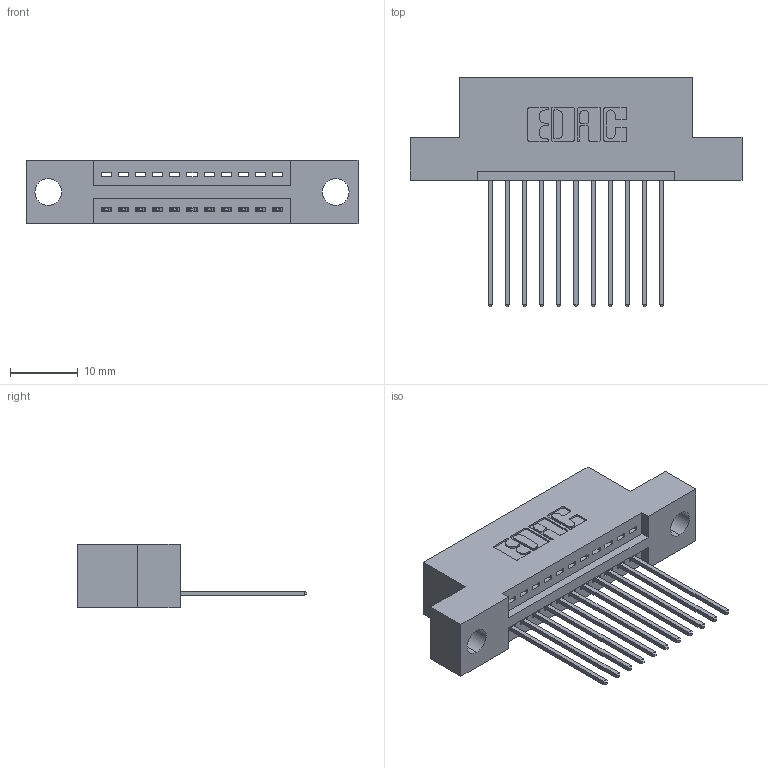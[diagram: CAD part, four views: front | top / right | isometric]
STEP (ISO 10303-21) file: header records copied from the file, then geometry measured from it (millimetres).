
FILE_DESCRIPTION (( 'STEP AP203' ), '1' );
FILE_NAME ('395-011-541-104.STEP', '2019-10-15T23:24:09', ( '' ), ( '' ), 'SwSTEP 2.0', 'SolidWorks 2016', '' );
FILE_SCHEMA (( 'CONFIG_CONTROL_DESIGN' ));
Length unit declared in the file: inch
Products named in the file (3): 345-292-001_345-293-141; 395-011-541-104; 345 Part_Flush Mounting Lugs - 0.156 Dia-TH
Assembly tree (12 placements, depth 2):
  395-011-541-104
    345 Part_Flush Mounting Lugs - 0.156 Dia-TH
    345-292-001_345-293-141  x11
Bounding box: 49.15 x 33.96 x 9.4 mm (x, y, z)
Volume: 4362.7 mm3; surface area: 5398.7 mm2
Topology: 12 solids, 12 shells, 764 faces, 2277 edges, 1502 vertices
Faces by surface type: plane 520, cylinder 244
Entity records: 12473 total; most frequent: CARTESIAN_POINT 2169, ORIENTED_EDGE 2114, DIRECTION 1939, EDGE_CURVE 1057, VECTOR 881, LINE 881, VERTEX_POINT 702, AXIS2_PLACEMENT_3D 529
